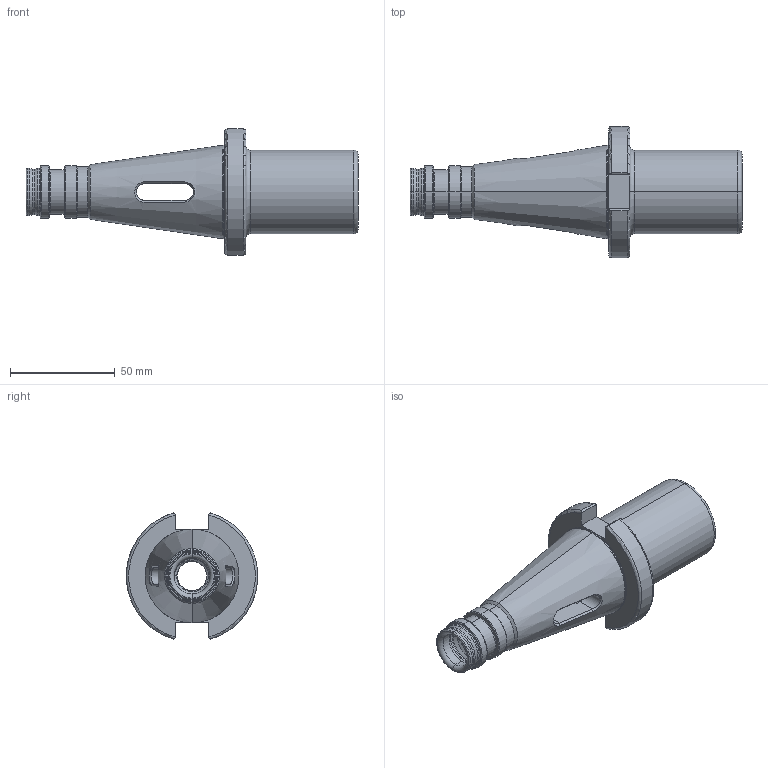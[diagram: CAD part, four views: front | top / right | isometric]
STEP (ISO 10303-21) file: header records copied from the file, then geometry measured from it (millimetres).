
FILE_DESCRIPTION (( 'STEP AP203' ), '1' );
FILE_NAME ('401.07.03.STEP', '2016-10-25T02:37:49', ( '' ), ( '' ), 'SwSTEP 2.0', 'SolidWorks 2012', '' );
FILE_SCHEMA (( 'CONFIG_CONTROL_DESIGN' ));
Length unit declared in the file: millimetre
Products named in the file (1): 401.07.03
Bounding box: 158.4 x 62.57 x 60.15 mm (x, y, z)
Volume: 123976.6 mm3; surface area: 32953 mm2
Topology: 1 solids, 1 shells, 145 faces, 354 edges, 213 vertices
Faces by surface type: cylinder 53, torus 37, plane 25, cone 20, bspline 10
Entity records: 8420 total; most frequent: CARTESIAN_POINT 5120, ORIENTED_EDGE 708, DIRECTION 656, EDGE_CURVE 354, AXIS2_PLACEMENT_3D 271, VERTEX_POINT 213, EDGE_LOOP 153, FACE_OUTER_BOUND 145
